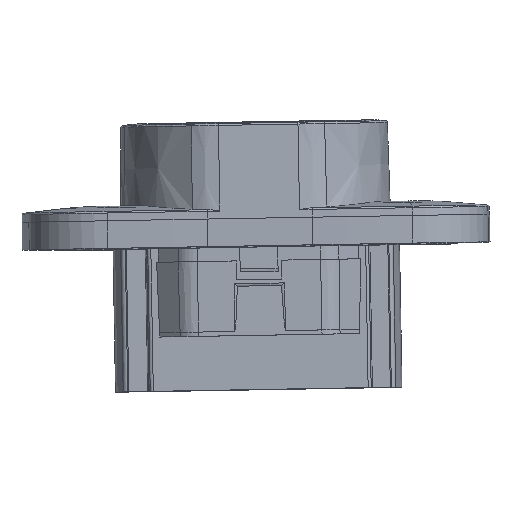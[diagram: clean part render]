
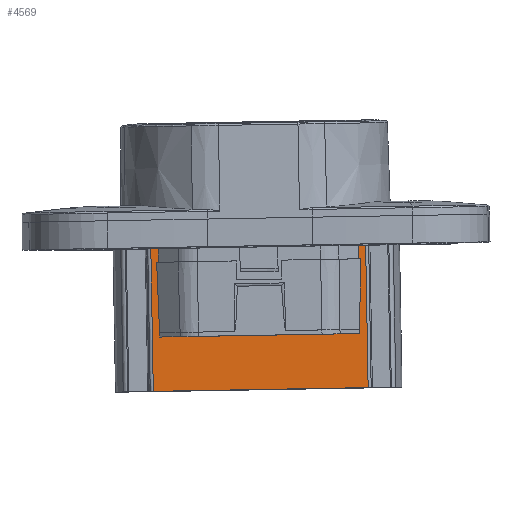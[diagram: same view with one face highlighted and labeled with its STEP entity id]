
A CAD part, top view. The second image highlights one B-rep face of the part: STEP entity #4569.
In plain terms, the highlighted face is planar.
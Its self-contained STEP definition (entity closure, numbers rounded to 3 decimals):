
#50 = CARTESIAN_POINT ( 'NONE',  ( 18.212, 20.801, -15.834 ) ) ;
#843 = FACE_OUTER_BOUND ( 'NONE', #3886, .T. ) ;
#1571 = ORIENTED_EDGE ( 'NONE', *, *, #10876, .F. ) ;
#1592 = CARTESIAN_POINT ( 'NONE',  ( -21.465, 20.801, -93.242 ) ) ;
#1776 = CARTESIAN_POINT ( 'NONE',  ( 18.439, 20.801, -2.822 ) ) ;
#1954 = VECTOR ( 'NONE', #19638, 1000. ) ;
#2181 = CARTESIAN_POINT ( 'NONE',  ( -0.044, 20.801, -2.5 ) ) ;
#2277 = VERTEX_POINT ( 'NONE', #28541 ) ;
#2292 = VECTOR ( 'NONE', #25916, 1000. ) ;
#2452 = CARTESIAN_POINT ( 'NONE',  ( -21.465, 20.801, -93.242 ) ) ;
#2720 = VERTEX_POINT ( 'NONE', #17849 ) ;
#2834 = VERTEX_POINT ( 'NONE', #32695 ) ;
#3223 = CARTESIAN_POINT ( 'NONE',  ( -19.832, 20.801, 0.346 ) ) ;
#3289 = VECTOR ( 'NONE', #18504, 1000. ) ;
#3321 = ORIENTED_EDGE ( 'NONE', *, *, #21790, .T. ) ;
#3325 = CARTESIAN_POINT ( 'NONE',  ( -0.284, 20.801, -16.298 ) ) ;
#3886 = EDGE_LOOP ( 'NONE', ( #10466, #29844, #39671, #3907, #18561, #19116, #19542, #7625, #9562, #3321, #23775, #32860, #20670, #37955, #15236, #1571 ) ) ;
#3907 = ORIENTED_EDGE ( 'NONE', *, *, #7511, .F. ) ;
#4138 = DIRECTION ( 'NONE',  ( 1., 0., -0.017 ) ) ;
#4496 = VERTEX_POINT ( 'NONE', #34390 ) ;
#4569 = ADVANCED_FACE ( 'NONE', ( #843 ), #30061, .F. ) ;
#4883 = VERTEX_POINT ( 'NONE', #35678 ) ;
#4962 = AXIS2_PLACEMENT_3D ( 'NONE', #1592, #17411, #14283 ) ;
#5120 = LINE ( 'NONE', #5516, #15998 ) ;
#5516 = CARTESIAN_POINT ( 'NONE',  ( 17.546, 20.801, -53.938 ) ) ;
#6076 = LINE ( 'NONE', #18580, #27782 ) ;
#6272 = DIRECTION ( 'NONE',  ( 1., 0., -0.017 ) ) ;
#6956 = LINE ( 'NONE', #22553, #8350 ) ;
#7511 = EDGE_CURVE ( 'NONE', #17479, #31827, #19732, .T. ) ;
#7625 = ORIENTED_EDGE ( 'NONE', *, *, #22174, .F. ) ;
#7690 = EDGE_CURVE ( 'NONE', #9523, #35728, #6956, .T. ) ;
#8350 = VECTOR ( 'NONE', #28888, 1000. ) ;
#9100 = LINE ( 'NONE', #3325, #18720 ) ;
#9232 = DIRECTION ( 'NONE',  ( 1., 0., -0.017 ) ) ;
#9327 = DIRECTION ( 'NONE',  ( -0.042, 0., -0.999 ) ) ;
#9444 = EDGE_CURVE ( 'NONE', #4883, #30067, #6076, .T. ) ;
#9523 = VERTEX_POINT ( 'NONE', #37913 ) ;
#9562 = ORIENTED_EDGE ( 'NONE', *, *, #32971, .F. ) ;
#9972 = LINE ( 'NONE', #3223, #1954 ) ;
#9990 = EDGE_CURVE ( 'NONE', #32446, #35728, #25990, .T. ) ;
#10013 = DIRECTION ( 'NONE',  ( -0.007, 0., 1. ) ) ;
#10466 = ORIENTED_EDGE ( 'NONE', *, *, #11131, .F. ) ;
#10512 = CARTESIAN_POINT ( 'NONE',  ( -19.418, 20.801, -53.293 ) ) ;
#10876 = EDGE_CURVE ( 'NONE', #13338, #17068, #23059, .T. ) ;
#11131 = EDGE_CURVE ( 'NONE', #2720, #13338, #9100, .T. ) ;
#12139 = CARTESIAN_POINT ( 'NONE',  ( 19.373, 20.801, -26.642 ) ) ;
#13338 = VERTEX_POINT ( 'NONE', #17462 ) ;
#13865 = VECTOR ( 'NONE', #21095, 1000. ) ;
#14242 = EDGE_CURVE ( 'NONE', #17068, #4496, #34731, .T. ) ;
#14283 = DIRECTION ( 'NONE',  ( 1., 0., -0.017 ) ) ;
#15209 = LINE ( 'NONE', #27695, #3289 ) ;
#15236 = ORIENTED_EDGE ( 'NONE', *, *, #14242, .F. ) ;
#15937 = VERTEX_POINT ( 'NONE', #50 ) ;
#15998 = VECTOR ( 'NONE', #18042, 1000. ) ;
#16840 = CARTESIAN_POINT ( 'NONE',  ( -18.753, 20.801, -15.189 ) ) ;
#17068 = VERTEX_POINT ( 'NONE', #16840 ) ;
#17411 = DIRECTION ( 'NONE',  ( 0., -1., 0. ) ) ;
#17462 = CARTESIAN_POINT ( 'NONE',  ( -18.767, 20.801, -15.975 ) ) ;
#17479 = VERTEX_POINT ( 'NONE', #1776 ) ;
#17515 = VECTOR ( 'NONE', #10013, 1000. ) ;
#17849 = CARTESIAN_POINT ( 'NONE',  ( 18.198, 20.801, -16.62 ) ) ;
#17922 = VERTEX_POINT ( 'NONE', #12139 ) ;
#18011 = LINE ( 'NONE', #36523, #13865 ) ;
#18042 = DIRECTION ( 'NONE',  ( 0.017, 0., 1. ) ) ;
#18504 = DIRECTION ( 'NONE',  ( 1., 0., -0.017 ) ) ;
#18561 = ORIENTED_EDGE ( 'NONE', *, *, #33223, .T. ) ;
#18563 = VECTOR ( 'NONE', #39036, 1000. ) ;
#18580 = CARTESIAN_POINT ( 'NONE',  ( 19.041, 20.801, -0.332 ) ) ;
#18720 = VECTOR ( 'NONE', #25082, 1000. ) ;
#19116 = ORIENTED_EDGE ( 'NONE', *, *, #30957, .T. ) ;
#19239 = DIRECTION ( 'NONE',  ( 0.017, 0., 1. ) ) ;
#19542 = ORIENTED_EDGE ( 'NONE', *, *, #9444, .T. ) ;
#19638 = DIRECTION ( 'NONE',  ( 1., 0., -0.017 ) ) ;
#19732 = LINE ( 'NONE', #32179, #29253 ) ;
#20670 = ORIENTED_EDGE ( 'NONE', *, *, #9990, .F. ) ;
#21095 = DIRECTION ( 'NONE',  ( 0.017, 0., 1. ) ) ;
#21474 = DIRECTION ( 'NONE',  ( 1., 0., -0.017 ) ) ;
#21484 = LINE ( 'NONE', #22073, #31633 ) ;
#21790 = EDGE_CURVE ( 'NONE', #2834, #2277, #27457, .T. ) ;
#21865 = VECTOR ( 'NONE', #21474, 1000. ) ;
#22073 = CARTESIAN_POINT ( 'NONE',  ( 18.198, 20.801, -93.935 ) ) ;
#22174 = EDGE_CURVE ( 'NONE', #17922, #30067, #21484, .T. ) ;
#22553 = CARTESIAN_POINT ( 'NONE',  ( -19.832, 20.801, 0.346 ) ) ;
#23059 = LINE ( 'NONE', #10512, #2292 ) ;
#23705 = VECTOR ( 'NONE', #9232, 1000. ) ;
#23775 = ORIENTED_EDGE ( 'NONE', *, *, #34531, .T. ) ;
#25082 = DIRECTION ( 'NONE',  ( -1., 0., 0.017 ) ) ;
#25916 = DIRECTION ( 'NONE',  ( 0.017, 0., 1. ) ) ;
#25967 = VECTOR ( 'NONE', #9327, 1000. ) ;
#25990 = LINE ( 'NONE', #29460, #37606 ) ;
#26115 = CARTESIAN_POINT ( 'NONE',  ( 19.832, 20.801, -0.346 ) ) ;
#26533 = CARTESIAN_POINT ( 'NONE',  ( 18.76, 20.801, -2.828 ) ) ;
#27193 = EDGE_CURVE ( 'NONE', #2720, #15937, #5120, .T. ) ;
#27457 = LINE ( 'NONE', #2452, #18563 ) ;
#27695 = CARTESIAN_POINT ( 'NONE',  ( -19.832, 20.801, 0.346 ) ) ;
#27782 = VECTOR ( 'NONE', #6272, 1000. ) ;
#28086 = CARTESIAN_POINT ( 'NONE',  ( -18.846, 20.801, -2.29 ) ) ;
#28383 = CARTESIAN_POINT ( 'NONE',  ( 18.764, 20.801, -2.727 ) ) ;
#28541 = CARTESIAN_POINT ( 'NONE',  ( -19.832, 20.801, 0.346 ) ) ;
#28888 = DIRECTION ( 'NONE',  ( 1., 0., -0.017 ) ) ;
#29077 = CARTESIAN_POINT ( 'NONE',  ( 18.482, 20.801, -0.323 ) ) ;
#29253 = VECTOR ( 'NONE', #4138, 1000. ) ;
#29371 = EDGE_CURVE ( 'NONE', #31827, #15937, #36666, .T. ) ;
#29460 = CARTESIAN_POINT ( 'NONE',  ( -19.418, 20.801, -53.293 ) ) ;
#29844 = ORIENTED_EDGE ( 'NONE', *, *, #27193, .T. ) ;
#30061 = PLANE ( 'NONE',  #4962 ) ;
#30067 = VERTEX_POINT ( 'NONE', #26115 ) ;
#30957 = EDGE_CURVE ( 'NONE', #33053, #4883, #9972, .T. ) ;
#31117 = LINE ( 'NONE', #40054, #23705 ) ;
#31633 = VECTOR ( 'NONE', #37515, 1000. ) ;
#31827 = VERTEX_POINT ( 'NONE', #26533 ) ;
#32027 = CARTESIAN_POINT ( 'NONE',  ( -18.526, 20.801, -2.177 ) ) ;
#32179 = CARTESIAN_POINT ( 'NONE',  ( -0.044, 20.801, -2.5 ) ) ;
#32446 = VERTEX_POINT ( 'NONE', #32027 ) ;
#32695 = CARTESIAN_POINT ( 'NONE',  ( -20.291, 20.801, -25.95 ) ) ;
#32860 = ORIENTED_EDGE ( 'NONE', *, *, #7690, .T. ) ;
#32971 = EDGE_CURVE ( 'NONE', #2834, #17922, #31117, .T. ) ;
#33053 = VERTEX_POINT ( 'NONE', #29077 ) ;
#33223 = EDGE_CURVE ( 'NONE', #17479, #33053, #18011, .T. ) ;
#34390 = CARTESIAN_POINT ( 'NONE',  ( -18.847, 20.801, -2.171 ) ) ;
#34531 = EDGE_CURVE ( 'NONE', #2277, #9523, #15209, .T. ) ;
#34731 = LINE ( 'NONE', #28086, #17515 ) ;
#34979 = CARTESIAN_POINT ( 'NONE',  ( -18.482, 20.801, 0.323 ) ) ;
#35678 = CARTESIAN_POINT ( 'NONE',  ( 19.041, 20.801, -0.332 ) ) ;
#35728 = VERTEX_POINT ( 'NONE', #34979 ) ;
#36454 = EDGE_CURVE ( 'NONE', #4496, #32446, #36700, .T. ) ;
#36523 = CARTESIAN_POINT ( 'NONE',  ( 17.546, 20.801, -53.938 ) ) ;
#36666 = LINE ( 'NONE', #28383, #25967 ) ;
#36700 = LINE ( 'NONE', #2181, #21865 ) ;
#37515 = DIRECTION ( 'NONE',  ( 0.017, 0., 1. ) ) ;
#37606 = VECTOR ( 'NONE', #19239, 1000. ) ;
#37913 = CARTESIAN_POINT ( 'NONE',  ( -19.041, 20.801, 0.332 ) ) ;
#37955 = ORIENTED_EDGE ( 'NONE', *, *, #36454, .F. ) ;
#39036 = DIRECTION ( 'NONE',  ( 0.017, 0., 1. ) ) ;
#39671 = ORIENTED_EDGE ( 'NONE', *, *, #29371, .F. ) ;
#40054 = CARTESIAN_POINT ( 'NONE',  ( -20.291, 20.801, -25.95 ) ) ;
